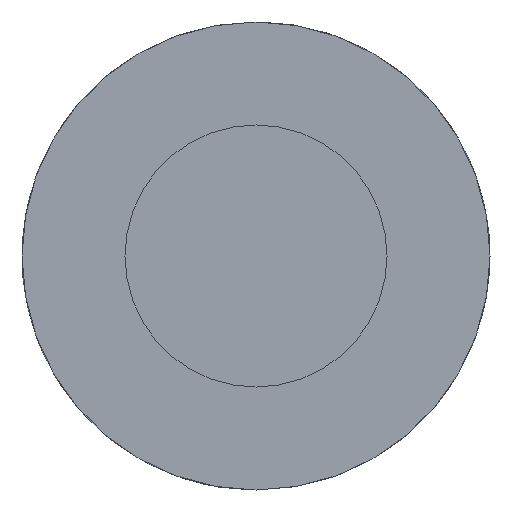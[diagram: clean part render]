
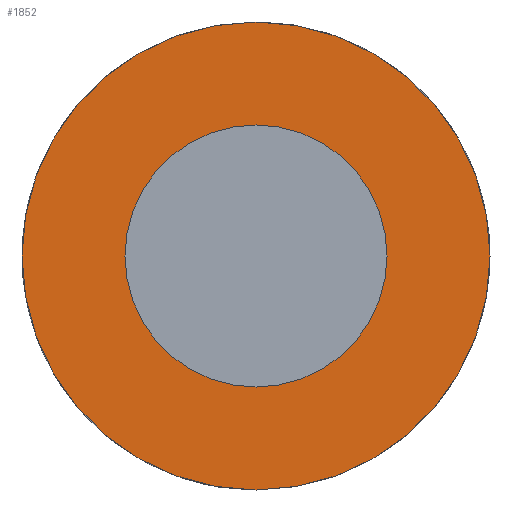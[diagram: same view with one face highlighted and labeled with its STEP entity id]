
A CAD part, left-side view. The second image highlights one B-rep face of the part: STEP entity #1852.
In plain terms, the highlighted face is planar.
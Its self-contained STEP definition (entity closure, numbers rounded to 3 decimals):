
#1061=CARTESIAN_POINT('',(0.,0.,0.));
#1062=DIRECTION('',(0.,0.,-1.));
#1063=DIRECTION('',(-1.,0.,0.));
#1064=AXIS2_PLACEMENT_3D('',#1061,#1062,#1063);
#1069=CARTESIAN_POINT('',(0.,0.,0.));
#1070=DIRECTION('',(0.,0.,1.));
#1071=DIRECTION('',(-1.,0.,0.));
#1072=AXIS2_PLACEMENT_3D('',#1069,#1070,#1071);
#1091=CARTESIAN_POINT('',(0.,0.,0.));
#1092=DIRECTION('',(0.,0.,1.));
#1093=DIRECTION('',(-1.,0.,0.));
#1094=AXIS2_PLACEMENT_3D('',#1091,#1092,#1093);
#1099=CARTESIAN_POINT('',(0.,0.,0.));
#1100=DIRECTION('',(0.,0.,-1.));
#1101=DIRECTION('',(-1.,0.,0.));
#1102=AXIS2_PLACEMENT_3D('',#1099,#1100,#1101);
#1193=CARTESIAN_POINT('',(-14.,0.,0.));
#1195=VERTEX_POINT('',#1193);
#1197=CARTESIAN_POINT('',(14.,0.,0.));
#1199=VERTEX_POINT('',#1197);
#1201=CARTESIAN_POINT('',(-25.,0.,0.));
#1202=CARTESIAN_POINT('',(25.,0.,0.));
#1203=VERTEX_POINT('',#1201);
#1204=VERTEX_POINT('',#1202);
#1837=CARTESIAN_POINT('',(0.,0.,0.));
#1838=DIRECTION('',(0.,0.,-1.));
#1839=DIRECTION('',(1.,0.,0.));
#1840=AXIS2_PLACEMENT_3D('',#1837,#1838,#1839);
#1841=PLANE('',#1840);
#1842=ORIENTED_EDGE('',*,*,#1828,.T.);
#1843=ORIENTED_EDGE('',*,*,#1815,.F.);
#1844=EDGE_LOOP('',(#1842,#1843));
#1845=FACE_OUTER_BOUND('',#1844,.F.);
#1847=ORIENTED_EDGE('',*,*,#1846,.T.);
#1849=ORIENTED_EDGE('',*,*,#1848,.F.);
#1850=EDGE_LOOP('',(#1847,#1849));
#1851=FACE_BOUND('',#1850,.F.);
#1065=CIRCLE('',#1064,25.);
#1073=CIRCLE('',#1072,25.);
#1095=CIRCLE('',#1094,14.);
#1103=CIRCLE('',#1102,14.);
#1815=EDGE_CURVE('',#1203,#1204,#1073,.T.);
#1828=EDGE_CURVE('',#1203,#1204,#1065,.T.);
#1846=EDGE_CURVE('',#1195,#1199,#1095,.T.);
#1848=EDGE_CURVE('',#1195,#1199,#1103,.T.);
#1852=ADVANCED_FACE('',(#1845,#1851),#1841,.F.);
